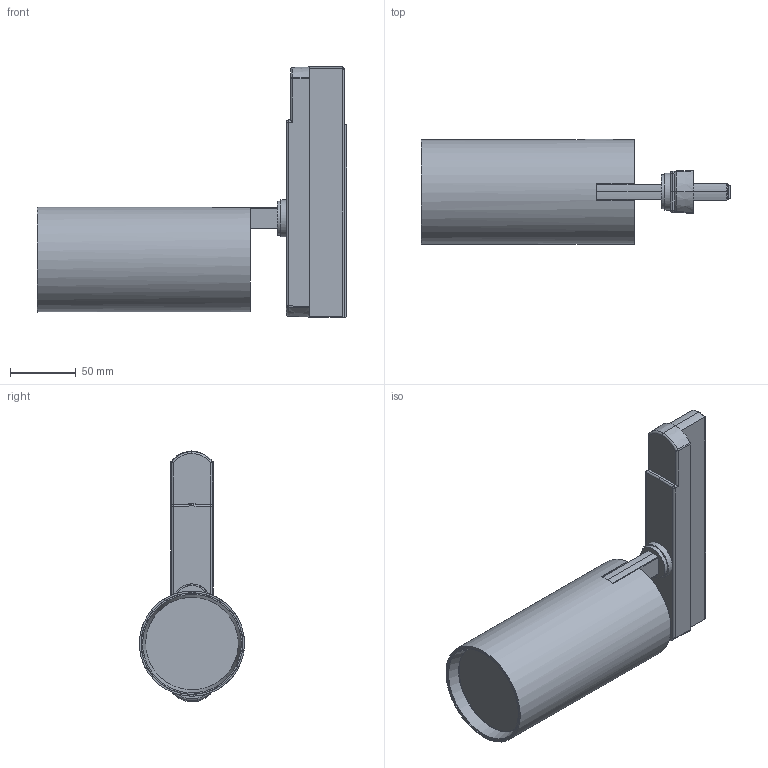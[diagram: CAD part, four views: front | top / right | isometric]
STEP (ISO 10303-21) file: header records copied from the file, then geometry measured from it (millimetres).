
FILE_DESCRIPTION (( 'STEP AP214' ), '1' );
FILE_NAME ('TL_XR_HE_V_30W.STEP', '2025-07-25T08:50:04', ( '' ), ( '' ), 'SwSTEP 2.0', 'SolidWorks 2024', '' );
FILE_SCHEMA (( 'AUTOMOTIVE_DESIGN' ));
Length unit declared in the file: millimetre
Products named in the file (1): TL_XR_HE_V_30W
Bounding box: 235.51 x 79.95 x 190.37 mm (x, y, z)
Volume: 312361.3 mm3; surface area: 161311.9 mm2
Topology: 9 solids, 9 shells, 118 faces, 258 edges, 162 vertices
Faces by surface type: plane 51, cylinder 39, cone 9, torus 8, bspline 7, sphere 4
Full cylindrical faces by diameter (mm): 17.4 x1, 18 x1, 22.8 x1, 23 x1, 28.2 x1, 50 x1, 75 x1, 75.4 x1, 77.5 x1, 80 x1
Entity records: 3571 total; most frequent: CARTESIAN_POINT 1016, DIRECTION 506, ORIENTED_EDGE 476, EDGE_CURVE 238, AXIS2_PLACEMENT_3D 207, VERTEX_POINT 157, EDGE_LOOP 145, FACE_OUTER_BOUND 131
